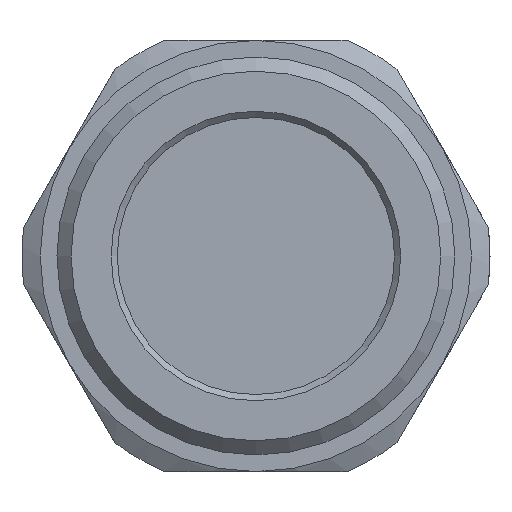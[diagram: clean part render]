
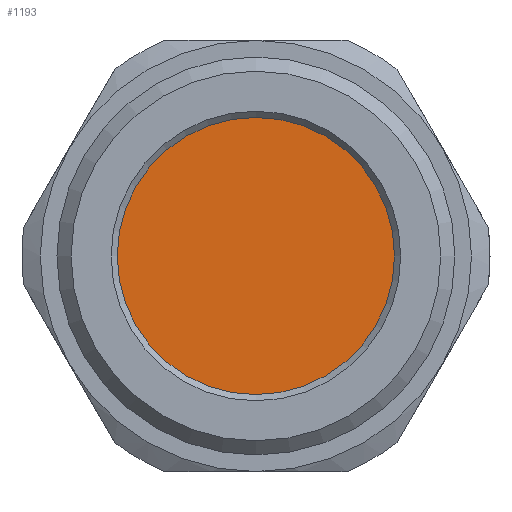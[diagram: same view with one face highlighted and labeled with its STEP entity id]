
A CAD part, front view. The second image highlights one B-rep face of the part: STEP entity #1193.
In plain terms, the highlighted planar face has unit normal (0, -1, 0).
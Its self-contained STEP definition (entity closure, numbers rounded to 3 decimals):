
#104=FACE_OUTER_BOUND('',#178,.T.);
#178=EDGE_LOOP('',(#755));
#264=CIRCLE('',#1294,11.25);
#469=VERTEX_POINT('',#1832);
#580=EDGE_CURVE('',#469,#469,#264,.T.);
#755=ORIENTED_EDGE('',*,*,#580,.F.);
#1093=PLANE('',#1293);
#1193=ADVANCED_FACE('',(#104),#1093,.T.);
#1293=AXIS2_PLACEMENT_3D('',#1831,#1461,#1462);
#1294=AXIS2_PLACEMENT_3D('',#1833,#1463,#1464);
#1461=DIRECTION('center_axis',(0.,-1.,0.));
#1462=DIRECTION('ref_axis',(0.,0.,-1.));
#1463=DIRECTION('center_axis',(0.,1.,0.));
#1464=DIRECTION('ref_axis',(-1.,0.,0.));
#1831=CARTESIAN_POINT('Origin',(-0.119,-9.167,0.));
#1832=CARTESIAN_POINT('',(11.131,-9.167,0.));
#1833=CARTESIAN_POINT('Origin',(-0.119,-9.167,0.));
